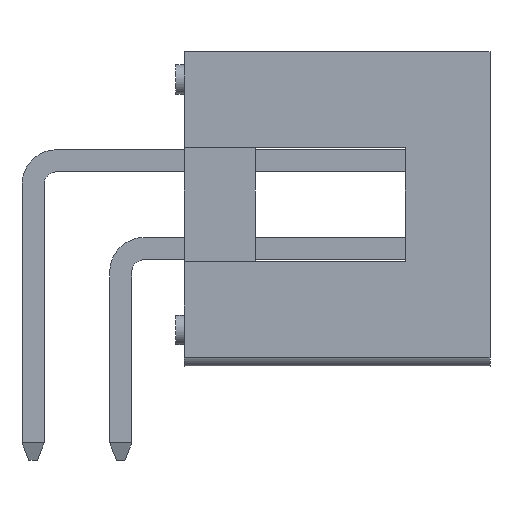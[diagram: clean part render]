
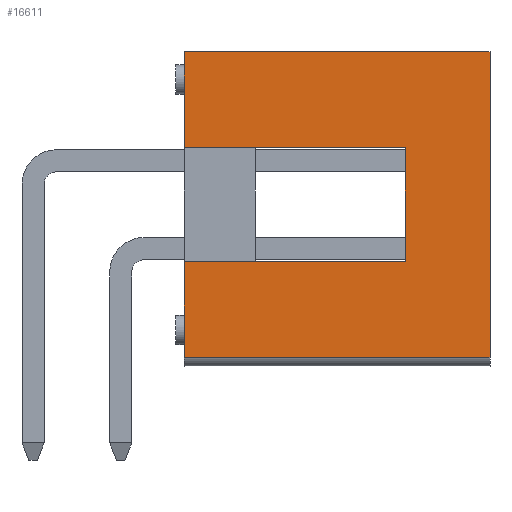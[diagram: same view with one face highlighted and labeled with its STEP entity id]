
A CAD part, front view. The second image highlights one B-rep face of the part: STEP entity #16611.
In plain terms, the highlighted face is planar.
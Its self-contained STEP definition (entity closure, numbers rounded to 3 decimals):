
#232=LINE('',#21834,#1775);
#248=LINE('',#21868,#1791);
#257=LINE('',#21886,#1800);
#259=LINE('',#21890,#1802);
#260=LINE('',#21892,#1803);
#261=LINE('',#21894,#1804);
#262=LINE('',#21896,#1805);
#263=LINE('',#21898,#1806);
#1775=VECTOR('',#18465,1000.);
#1791=VECTOR('',#18489,1000.);
#1800=VECTOR('',#18502,1000.);
#1802=VECTOR('',#18506,1000.);
#1803=VECTOR('',#18507,1000.);
#1804=VECTOR('',#18508,1000.);
#1805=VECTOR('',#18509,1000.);
#1806=VECTOR('',#18510,1000.);
#3432=ORIENTED_EDGE('',*,*,#6743,.T.);
#3433=ORIENTED_EDGE('',*,*,#6744,.F.);
#3434=ORIENTED_EDGE('',*,*,#6745,.T.);
#3435=ORIENTED_EDGE('',*,*,#6746,.T.);
#3436=ORIENTED_EDGE('',*,*,#6747,.T.);
#3437=ORIENTED_EDGE('',*,*,#6741,.F.);
#3438=ORIENTED_EDGE('',*,*,#6732,.F.);
#3439=ORIENTED_EDGE('',*,*,#6714,.T.);
#6714=EDGE_CURVE('',#8376,#8375,#232,.T.);
#6732=EDGE_CURVE('',#8376,#8384,#248,.T.);
#6741=EDGE_CURVE('',#8384,#8397,#257,.T.);
#6743=EDGE_CURVE('',#8375,#8398,#259,.T.);
#6744=EDGE_CURVE('',#8399,#8398,#260,.T.);
#6745=EDGE_CURVE('',#8399,#8400,#261,.T.);
#6746=EDGE_CURVE('',#8400,#8401,#262,.T.);
#6747=EDGE_CURVE('',#8401,#8397,#263,.T.);
#8375=VERTEX_POINT('',#21833);
#8376=VERTEX_POINT('',#21835);
#8384=VERTEX_POINT('',#21854);
#8397=VERTEX_POINT('',#21887);
#8398=VERTEX_POINT('',#21891);
#8399=VERTEX_POINT('',#21893);
#8400=VERTEX_POINT('',#21895);
#8401=VERTEX_POINT('',#21897);
#9355=EDGE_LOOP('',(#3432,#3433,#3434,#3435,#3436,#3437,#3438,#3439));
#10138=FACE_BOUND('',#9355,.T.);
#10913=PLANE('',#17349);
#16611=ADVANCED_FACE('',(#10138),#10913,.T.);
#17349=AXIS2_PLACEMENT_3D('',#21889,#18504,#18505);
#18465=DIRECTION('',(0.,0.,-1.));
#18489=DIRECTION('',(0.,1.,0.));
#18502=DIRECTION('',(0.,0.,-1.));
#18504=DIRECTION('',(1.,0.,0.));
#18505=DIRECTION('',(0.,0.,-1.));
#18506=DIRECTION('',(0.,1.,0.));
#18507=DIRECTION('',(0.,0.,-1.));
#18508=DIRECTION('',(0.,1.,0.));
#18509=DIRECTION('',(0.,0.,-1.));
#18510=DIRECTION('',(0.,1.,0.));
#21833=CARTESIAN_POINT('',(20.34,-4.425,-4.425));
#21834=CARTESIAN_POINT('',(20.34,-4.425,4.425));
#21835=CARTESIAN_POINT('',(20.34,-4.425,4.425));
#21854=CARTESIAN_POINT('',(20.34,4.425,4.425));
#21868=CARTESIAN_POINT('',(20.34,-4.425,4.425));
#21886=CARTESIAN_POINT('',(20.34,4.425,4.425));
#21887=CARTESIAN_POINT('',(20.34,4.425,-4.425));
#21889=CARTESIAN_POINT('',(20.34,-4.425,4.425));
#21890=CARTESIAN_POINT('',(20.34,-4.425,-4.425));
#21891=CARTESIAN_POINT('',(20.34,-1.65,-4.425));
#21892=CARTESIAN_POINT('',(20.34,-1.65,1.975));
#21893=CARTESIAN_POINT('',(20.34,-1.65,1.975));
#21894=CARTESIAN_POINT('',(20.34,-1.65,1.975));
#21895=CARTESIAN_POINT('',(20.34,1.65,1.975));
#21896=CARTESIAN_POINT('',(20.34,1.65,1.975));
#21897=CARTESIAN_POINT('',(20.34,1.65,-4.425));
#21898=CARTESIAN_POINT('',(20.34,-4.425,-4.425));
